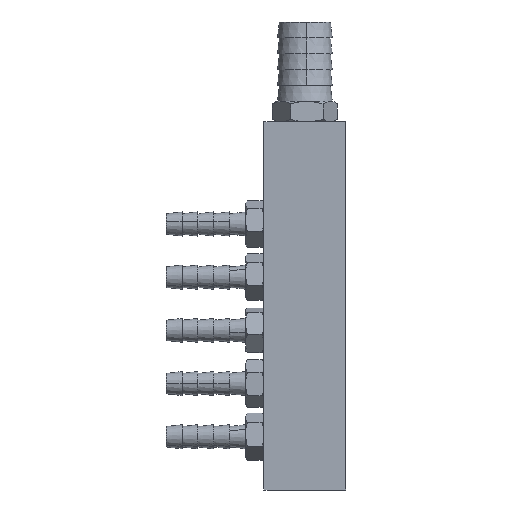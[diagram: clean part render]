
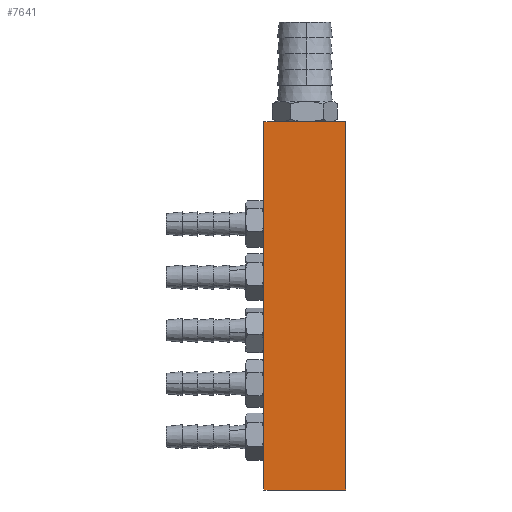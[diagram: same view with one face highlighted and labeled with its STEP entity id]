
A CAD part, front view. The second image highlights one B-rep face of the part: STEP entity #7641.
In plain terms, the highlighted planar face has unit normal (0, -1, 0).
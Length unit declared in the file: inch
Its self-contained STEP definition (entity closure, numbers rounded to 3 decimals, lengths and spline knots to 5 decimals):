
#313 = CARTESIAN_POINT ( 'NONE',  ( 0.5, -0.5, 4.5 ) ) ;
#357 = LINE ( 'NONE', #5487, #3856 ) ;
#435 = ORIENTED_EDGE ( 'NONE', *, *, #5298, .F. ) ;
#1028 = VECTOR ( 'NONE', #5561, 39.37008 ) ;
#1328 = EDGE_LOOP ( 'NONE', ( #1707, #435, #6736, #4113 ) ) ;
#1390 = CARTESIAN_POINT ( 'NONE',  ( -0.5, -0.5, 0. ) ) ;
#1650 = CARTESIAN_POINT ( 'NONE',  ( 0.5, -0.5, 4.5 ) ) ;
#1707 = ORIENTED_EDGE ( 'NONE', *, *, #2137, .T. ) ;
#2137 = EDGE_CURVE ( 'NONE', #3801, #7486, #2140, .T. ) ;
#2140 = LINE ( 'NONE', #3373, #6755 ) ;
#2307 = DIRECTION ( 'NONE',  ( 0., 0., -1. ) ) ;
#2826 = PLANE ( 'NONE',  #5478 ) ;
#3340 = VECTOR ( 'NONE', #6133, 39.37008 ) ;
#3373 = CARTESIAN_POINT ( 'NONE',  ( -0.5, -0.5, 0. ) ) ;
#3537 = LINE ( 'NONE', #4172, #3340 ) ;
#3801 = VERTEX_POINT ( 'NONE', #1390 ) ;
#3830 = VERTEX_POINT ( 'NONE', #313 ) ;
#3835 = DIRECTION ( 'NONE',  ( 0., 0., 1. ) ) ;
#3851 = EDGE_CURVE ( 'NONE', #4593, #3801, #357, .T. ) ;
#3856 = VECTOR ( 'NONE', #2307, 39.37008 ) ;
#4011 = CARTESIAN_POINT ( 'NONE',  ( -0.5, -0.5, 4.5 ) ) ;
#4012 = DIRECTION ( 'NONE',  ( 1., 0., 0. ) ) ;
#4106 = EDGE_CURVE ( 'NONE', #4593, #3830, #3537, .T. ) ;
#4113 = ORIENTED_EDGE ( 'NONE', *, *, #3851, .T. ) ;
#4172 = CARTESIAN_POINT ( 'NONE',  ( -0.5, -0.5, 4.5 ) ) ;
#4303 = CARTESIAN_POINT ( 'NONE',  ( 0.5, -0.5, 0. ) ) ;
#4593 = VERTEX_POINT ( 'NONE', #4011 ) ;
#5092 = LINE ( 'NONE', #1650, #1028 ) ;
#5298 = EDGE_CURVE ( 'NONE', #3830, #7486, #5092, .T. ) ;
#5478 = AXIS2_PLACEMENT_3D ( 'NONE', #5577, #6730, #3835 ) ;
#5487 = CARTESIAN_POINT ( 'NONE',  ( -0.5, -0.5, 4.5 ) ) ;
#5561 = DIRECTION ( 'NONE',  ( 0., 0., -1. ) ) ;
#5577 = CARTESIAN_POINT ( 'NONE',  ( -0.5, -0.5, 4.5 ) ) ;
#6133 = DIRECTION ( 'NONE',  ( 1., 0., 0. ) ) ;
#6177 = FACE_OUTER_BOUND ( 'NONE', #1328, .T. ) ;
#6730 = DIRECTION ( 'NONE',  ( 0., 1., 0. ) ) ;
#6736 = ORIENTED_EDGE ( 'NONE', *, *, #4106, .F. ) ;
#6755 = VECTOR ( 'NONE', #4012, 39.37008 ) ;
#7486 = VERTEX_POINT ( 'NONE', #4303 ) ;
#7641 = ADVANCED_FACE ( 'NONE', ( #6177 ), #2826, .F. ) ;
